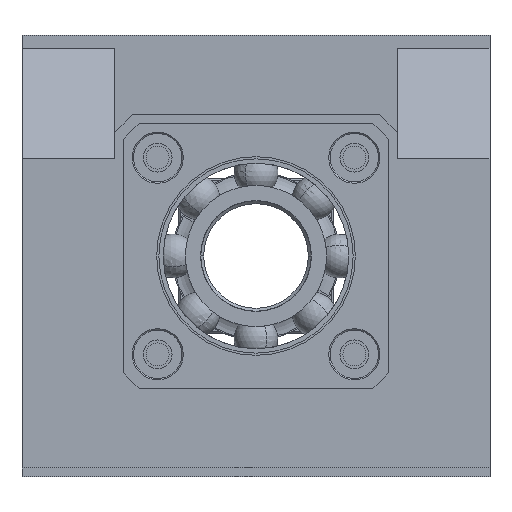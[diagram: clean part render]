
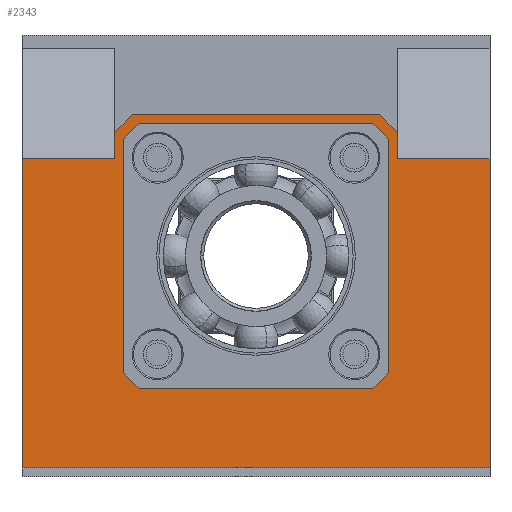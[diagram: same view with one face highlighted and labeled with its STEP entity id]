
A CAD part, left-side view. The second image highlights one B-rep face of the part: STEP entity #2343.
In plain terms, the highlighted planar face has unit normal (-1, 0, 0).
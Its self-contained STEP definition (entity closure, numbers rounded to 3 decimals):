
#607=CARTESIAN_POINT('Axis2P3D Location',(0.,0.,0.)) ;
#654=CARTESIAN_POINT('Vertex',(0.,26.458,30.)) ;
#659=CARTESIAN_POINT('Axis2P3D Location',(0.,0.,0.)) ;
#663=CARTESIAN_POINT('Vertex',(0.,30.,26.458)) ;
#694=CARTESIAN_POINT('Vertex',(0.,-26.458,30.)) ;
#699=CARTESIAN_POINT('Line Origine',(0.,0.,30.)) ;
#721=CARTESIAN_POINT('Line Origine',(0.,30.,0.)) ;
#725=CARTESIAN_POINT('Vertex',(0.,30.,-26.458)) ;
#890=CARTESIAN_POINT('Vertex',(0.,-30.,26.458)) ;
#893=CARTESIAN_POINT('Axis2P3D Location',(0.,0.,0.)) ;
#905=CARTESIAN_POINT('Axis2P3D Location',(0.,0.,0.)) ;
#909=CARTESIAN_POINT('Vertex',(0.,26.458,-30.)) ;
#929=CARTESIAN_POINT('Line Origine',(0.,0.,-30.)) ;
#933=CARTESIAN_POINT('Vertex',(0.,-26.458,-30.)) ;
#953=CARTESIAN_POINT('Axis2P3D Location',(0.,0.,0.)) ;
#957=CARTESIAN_POINT('Vertex',(0.,-30.,-26.458)) ;
#977=CARTESIAN_POINT('Line Origine',(0.,-30.,0.)) ;
#1820=CARTESIAN_POINT('Vertex',(0.,53.,-48.)) ;
#1825=CARTESIAN_POINT('Line Origine',(0.,53.,-13.)) ;
#1829=CARTESIAN_POINT('Vertex',(0.,53.,22.)) ;
#2114=CARTESIAN_POINT('Vertex',(0.,-53.,-48.)) ;
#2119=CARTESIAN_POINT('Line Origine',(0.,0.,-48.)) ;
#2267=CARTESIAN_POINT('Line Origine',(0.,-30.,30.)) ;
#2271=CARTESIAN_POINT('Vertex',(0.,-28.,32.)) ;
#2273=CARTESIAN_POINT('Vertex',(0.,-32.,28.)) ;
#2276=CARTESIAN_POINT('Line Origine',(0.,0.,32.)) ;
#2280=CARTESIAN_POINT('Vertex',(0.,28.,32.)) ;
#2283=CARTESIAN_POINT('Line Origine',(0.,30.,30.)) ;
#2287=CARTESIAN_POINT('Vertex',(0.,32.,28.)) ;
#2290=CARTESIAN_POINT('Line Origine',(0.,32.,25.)) ;
#2294=CARTESIAN_POINT('Vertex',(0.,32.,22.)) ;
#2297=CARTESIAN_POINT('Line Origine',(0.,42.5,22.)) ;
#2302=CARTESIAN_POINT('Line Origine',(0.,-53.,-13.)) ;
#2306=CARTESIAN_POINT('Vertex',(0.,-53.,22.)) ;
#2309=CARTESIAN_POINT('Line Origine',(0.,-42.5,22.)) ;
#2313=CARTESIAN_POINT('Vertex',(0.,-32.,22.)) ;
#2316=CARTESIAN_POINT('Line Origine',(0.,-32.,25.)) ;
#608=DIRECTION('Axis2P3D Direction',(1.,0.,0.)) ;
#609=DIRECTION('Axis2P3D XDirection',(0.,1.,0.)) ;
#660=DIRECTION('Axis2P3D Direction',(-1.,0.,0.)) ;
#700=DIRECTION('Vector Direction',(0.,-1.,0.)) ;
#722=DIRECTION('Vector Direction',(0.,0.,-1.)) ;
#894=DIRECTION('Axis2P3D Direction',(-1.,0.,0.)) ;
#906=DIRECTION('Axis2P3D Direction',(-1.,0.,0.)) ;
#930=DIRECTION('Vector Direction',(0.,1.,0.)) ;
#954=DIRECTION('Axis2P3D Direction',(-1.,0.,0.)) ;
#978=DIRECTION('Vector Direction',(0.,0.,1.)) ;
#1826=DIRECTION('Vector Direction',(0.,0.,1.)) ;
#2120=DIRECTION('Vector Direction',(0.,-1.,0.)) ;
#2268=DIRECTION('Vector Direction',(0.,-0.707,-0.707)) ;
#2277=DIRECTION('Vector Direction',(0.,1.,0.)) ;
#2284=DIRECTION('Vector Direction',(0.,0.707,-0.707)) ;
#2291=DIRECTION('Vector Direction',(0.,0.,1.)) ;
#2298=DIRECTION('Vector Direction',(0.,1.,0.)) ;
#2303=DIRECTION('Vector Direction',(0.,0.,-1.)) ;
#2310=DIRECTION('Vector Direction',(0.,1.,0.)) ;
#2317=DIRECTION('Vector Direction',(0.,0.,-1.)) ;
#610=AXIS2_PLACEMENT_3D('Plane Axis2P3D',#607,#608,#609) ;
#661=AXIS2_PLACEMENT_3D('Circle Axis2P3D',#659,#660,$) ;
#895=AXIS2_PLACEMENT_3D('Circle Axis2P3D',#893,#894,$) ;
#907=AXIS2_PLACEMENT_3D('Circle Axis2P3D',#905,#906,$) ;
#955=AXIS2_PLACEMENT_3D('Circle Axis2P3D',#953,#954,$) ;
#2322=ORIENTED_EDGE('',*,*,#2275,.F.) ;
#2323=ORIENTED_EDGE('',*,*,#2282,.F.) ;
#2324=ORIENTED_EDGE('',*,*,#2289,.F.) ;
#2325=ORIENTED_EDGE('',*,*,#2296,.F.) ;
#2326=ORIENTED_EDGE('',*,*,#2301,.F.) ;
#2327=ORIENTED_EDGE('',*,*,#1831,.F.) ;
#2328=ORIENTED_EDGE('',*,*,#2123,.F.) ;
#2329=ORIENTED_EDGE('',*,*,#2308,.F.) ;
#2330=ORIENTED_EDGE('',*,*,#2315,.F.) ;
#2331=ORIENTED_EDGE('',*,*,#2320,.F.) ;
#2334=ORIENTED_EDGE('',*,*,#897,.F.) ;
#2335=ORIENTED_EDGE('',*,*,#981,.F.) ;
#2336=ORIENTED_EDGE('',*,*,#959,.F.) ;
#2337=ORIENTED_EDGE('',*,*,#935,.F.) ;
#2338=ORIENTED_EDGE('',*,*,#911,.F.) ;
#2339=ORIENTED_EDGE('',*,*,#727,.F.) ;
#2340=ORIENTED_EDGE('',*,*,#665,.F.) ;
#2341=ORIENTED_EDGE('',*,*,#703,.F.) ;
#2342=FACE_BOUND('',#2333,.T.) ;
#701=VECTOR('Line Direction',#700,1.) ;
#723=VECTOR('Line Direction',#722,1.) ;
#931=VECTOR('Line Direction',#930,1.) ;
#979=VECTOR('Line Direction',#978,1.) ;
#1827=VECTOR('Line Direction',#1826,1.) ;
#2121=VECTOR('Line Direction',#2120,1.) ;
#2269=VECTOR('Line Direction',#2268,1.) ;
#2278=VECTOR('Line Direction',#2277,1.) ;
#2285=VECTOR('Line Direction',#2284,1.) ;
#2292=VECTOR('Line Direction',#2291,1.) ;
#2299=VECTOR('Line Direction',#2298,1.) ;
#2304=VECTOR('Line Direction',#2303,1.) ;
#2311=VECTOR('Line Direction',#2310,1.) ;
#2318=VECTOR('Line Direction',#2317,1.) ;
#2343=ADVANCED_FACE('\X2\96F64EF651E04F554F53\X0\',(#2332,#2342),#611,.F.) ;
#662=CIRCLE('generated circle',#661,40.) ;
#896=CIRCLE('generated circle',#895,40.) ;
#908=CIRCLE('generated circle',#907,40.) ;
#956=CIRCLE('generated circle',#955,40.) ;
#665=EDGE_CURVE('',#655,#664,#662,.T.) ;
#703=EDGE_CURVE('',#695,#655,#702,.F.) ;
#727=EDGE_CURVE('',#664,#726,#724,.T.) ;
#897=EDGE_CURVE('',#891,#695,#896,.T.) ;
#911=EDGE_CURVE('',#726,#910,#908,.T.) ;
#935=EDGE_CURVE('',#910,#934,#932,.F.) ;
#959=EDGE_CURVE('',#934,#958,#956,.T.) ;
#981=EDGE_CURVE('',#958,#891,#980,.T.) ;
#1831=EDGE_CURVE('',#1821,#1830,#1828,.T.) ;
#2123=EDGE_CURVE('',#2115,#1821,#2122,.F.) ;
#2275=EDGE_CURVE('',#2272,#2274,#2270,.T.) ;
#2282=EDGE_CURVE('',#2281,#2272,#2279,.F.) ;
#2289=EDGE_CURVE('',#2288,#2281,#2286,.F.) ;
#2296=EDGE_CURVE('',#2295,#2288,#2293,.T.) ;
#2301=EDGE_CURVE('',#1830,#2295,#2300,.F.) ;
#2308=EDGE_CURVE('',#2307,#2115,#2305,.T.) ;
#2315=EDGE_CURVE('',#2314,#2307,#2312,.F.) ;
#2320=EDGE_CURVE('',#2274,#2314,#2319,.T.) ;
#2321=EDGE_LOOP('',(#2322,#2323,#2324,#2325,#2326,#2327,#2328,#2329,#2330,#2331)) ;
#2333=EDGE_LOOP('',(#2334,#2335,#2336,#2337,#2338,#2339,#2340,#2341)) ;
#2332=FACE_OUTER_BOUND('',#2321,.T.) ;
#702=LINE('Line',#699,#701) ;
#724=LINE('Line',#721,#723) ;
#932=LINE('Line',#929,#931) ;
#980=LINE('Line',#977,#979) ;
#1828=LINE('Line',#1825,#1827) ;
#2122=LINE('Line',#2119,#2121) ;
#2270=LINE('Line',#2267,#2269) ;
#2279=LINE('Line',#2276,#2278) ;
#2286=LINE('Line',#2283,#2285) ;
#2293=LINE('Line',#2290,#2292) ;
#2300=LINE('Line',#2297,#2299) ;
#2305=LINE('Line',#2302,#2304) ;
#2312=LINE('Line',#2309,#2311) ;
#2319=LINE('Line',#2316,#2318) ;
#611=PLANE('Plane',#610) ;
#655=VERTEX_POINT('',#654) ;
#664=VERTEX_POINT('',#663) ;
#695=VERTEX_POINT('',#694) ;
#726=VERTEX_POINT('',#725) ;
#891=VERTEX_POINT('',#890) ;
#910=VERTEX_POINT('',#909) ;
#934=VERTEX_POINT('',#933) ;
#958=VERTEX_POINT('',#957) ;
#1821=VERTEX_POINT('',#1820) ;
#1830=VERTEX_POINT('',#1829) ;
#2115=VERTEX_POINT('',#2114) ;
#2272=VERTEX_POINT('',#2271) ;
#2274=VERTEX_POINT('',#2273) ;
#2281=VERTEX_POINT('',#2280) ;
#2288=VERTEX_POINT('',#2287) ;
#2295=VERTEX_POINT('',#2294) ;
#2307=VERTEX_POINT('',#2306) ;
#2314=VERTEX_POINT('',#2313) ;
